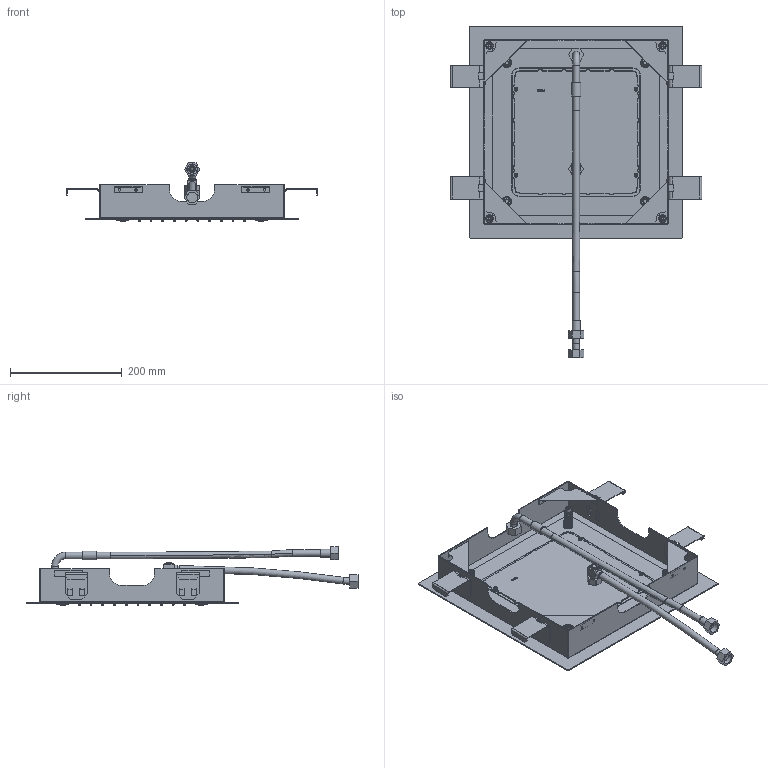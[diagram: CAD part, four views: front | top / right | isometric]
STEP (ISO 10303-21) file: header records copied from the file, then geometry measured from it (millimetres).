
FILE_DESCRIPTION(/* description */ ('Unknown'),/* implementation_level */ '2;1');
FILE_NAME(/* name */ 'M194',/* time_stamp */ '2016-04-27T16:22:46+02:00',/* author */ ('Unknown'),/* organization */ ('Unknown'),/* preprocessor_version */ 'ST-DEVELOPER v16.7',/* originating_system */ 'DEX',/* authorisation */ $);
FILE_SCHEMA (('AP203_CONFIGURATION_CONTROLLED_3D_DESIGN_OF_MECHANICAL_PARTS_AND_ASSEMBLIES_MIM_LF { 1 0 10303 203 3 1 4 }','AUTOMOTIVE_DESIGN {1 0 10303 214 3 1 1}'));
Products named in the file (8): appoggio soffioni lt; M118; M143; C084015; M142; C084009; M194; E044217
Assembly tree (7 placements, depth 3):
  appoggio soffioni lt
    M118
    M143
      C084015
    M142
      C084009
    M194
      E044217
Bounding box: 450 x 594.65 x 105.55 mm (x, y, z)
Volume: 755743.7 mm3; surface area: 650889.3 mm2
Topology: 3 solids, 6 shells, 3696 faces, 9049 edges, 5661 vertices
Faces by surface type: plane 1259, cylinder 1116, bspline 968, cone 183, torus 86, sphere 84
Full cylindrical faces by diameter (mm): 1.5 x4, 3.3 x4, 4.3 x8, 5 x4, 5.5 x1, 6 x2, 7 x4, 7.3 x4, 8 x2, 9 x4, 9.2 x2, 9.8 x4, 9.9 x4, 10 x5, 11.3 x2, 12 x9, 12.3 x1, 12.5 x2, 13 x1, 13.5 x4, 13.7 x4, 13.9 x4, 14 x3, 14.3 x1, 15.5 x1, 16 x1, 17 x1, 18 x3, 19 x4, 22 x4
Entity records: 200148 total; most frequent: CARTESIAN_POINT 91084, ORIENTED_EDGE 17212, DIRECTION 14272, EDGE_CURVE 8606, VERTEX_POINT 5487, AXIS2_PLACEMENT_3D 5218, FACE_BOUND 4311, EDGE_LOOP 4310
